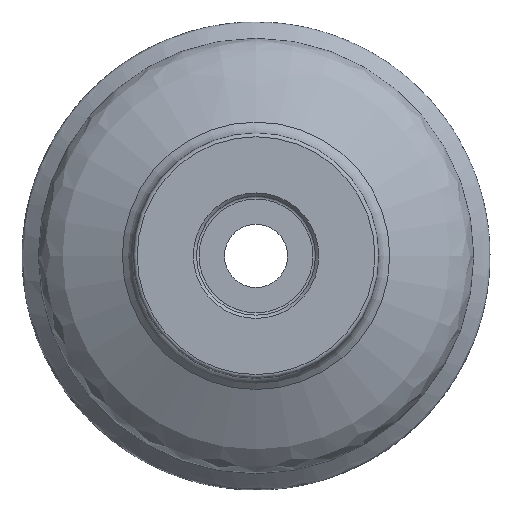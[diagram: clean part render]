
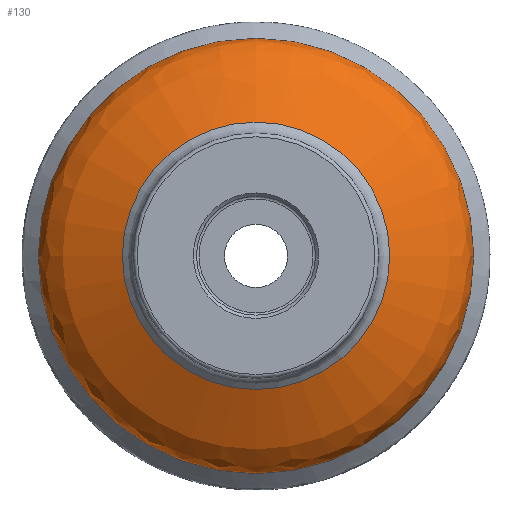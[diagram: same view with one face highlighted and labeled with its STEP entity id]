
A CAD part, top view. The second image highlights one B-rep face of the part: STEP entity #130.
In plain terms, the highlighted face is a revolution surface.
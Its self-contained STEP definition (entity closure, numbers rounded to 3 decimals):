
#104=SURFACE_OF_REVOLUTION('',#108,#106);
#106=AXIS1_PLACEMENT('',#693,#570);
#108=B_SPLINE_CURVE_WITH_KNOTS('',3,(#689,#690,#691,#692),.UNSPECIFIED.,
 .F.,.F.,(4,4),(0.,1.),.UNSPECIFIED.);
#130=ADVANCED_FACE('',(#164,#165),#104,.F.);
#164=FACE_BOUND('',#215,.T.);
#165=FACE_BOUND('',#216,.T.);
#215=EDGE_LOOP('',(#265));
#216=EDGE_LOOP('',(#266));
#265=ORIENTED_EDGE('',*,*,#338,.T.);
#266=ORIENTED_EDGE('',*,*,#337,.F.);
#311=VERTEX_POINT('',#685);
#312=VERTEX_POINT('',#688);
#337=EDGE_CURVE('',#311,#311,#362,.T.);
#338=EDGE_CURVE('',#312,#312,#363,.T.);
#362=CIRCLE('',#487,28.554);
#363=CIRCLE('',#489,46.495);
#487=AXIS2_PLACEMENT_3D('',#684,#564,#565);
#489=AXIS2_PLACEMENT_3D('',#687,#568,#569);
#564=DIRECTION('',(0.,0.,1.));
#565=DIRECTION('',(0.,1.,0.));
#568=DIRECTION('',(0.,0.,1.));
#569=DIRECTION('',(0.,1.,0.));
#570=DIRECTION('',(0.,0.,1.));
#684=CARTESIAN_POINT('',(0.,0.,-17.247));
#685=CARTESIAN_POINT('',(0.,28.554,-17.247));
#687=CARTESIAN_POINT('',(0.,0.,-31.173));
#688=CARTESIAN_POINT('',(0.,46.495,-31.173));
#689=CARTESIAN_POINT('',(0.,28.554,-17.247));
#690=CARTESIAN_POINT('',(0.,31.026,-18.783));
#691=CARTESIAN_POINT('',(0.,46.495,-23.43));
#692=CARTESIAN_POINT('',(0.,46.495,-31.173));
#693=CARTESIAN_POINT('',(0.,0.,1.881));
